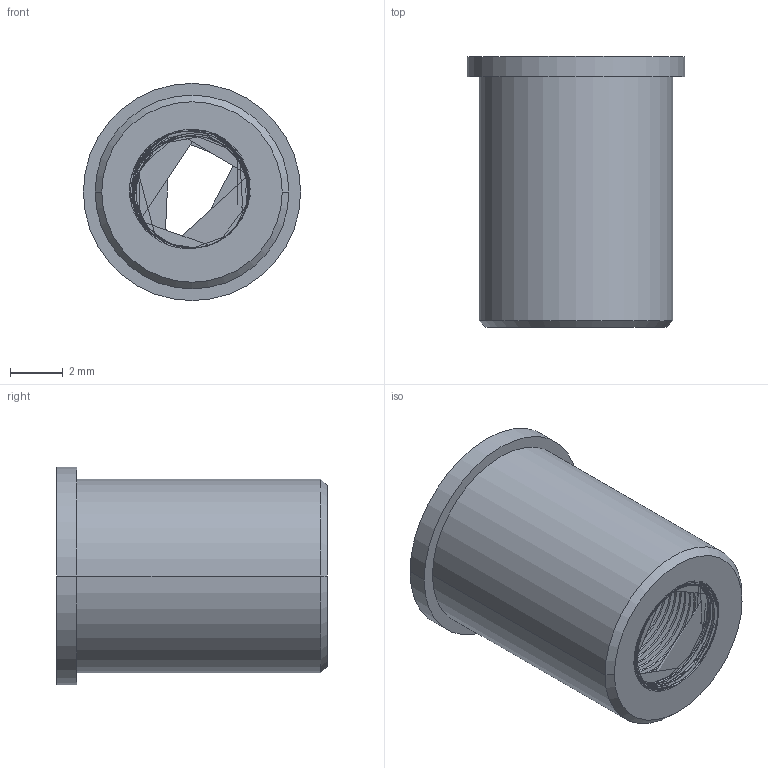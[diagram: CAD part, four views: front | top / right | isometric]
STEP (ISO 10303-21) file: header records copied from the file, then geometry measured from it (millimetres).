
FILE_DESCRIPTION (( 'STEP AP214' ), '1' );
FILE_NAME ('8552-E0W.step', '2007-11-09T08:15:50', ( ' ' ), ( ' ' ), 'SwSTEP 2.0', 'SolidWorks 2007', '' );
FILE_SCHEMA (( 'AUTOMOTIVE_DESIGN' ));
Length unit declared in the file: inch
Products named in the file (1): 8552-E0W
Bounding box: 8.26 x 10.29 x 8.26 mm (x, y, z)
Volume: 283 mm3; surface area: 674.7 mm2
Topology: 1 solids, 1 shells, 176 faces, 516 edges, 343 vertices
Faces by surface type: cylinder 169, plane 3, cone 2, bspline 2
Entity records: 10682 total; most frequent: CARTESIAN_POINT 6952, ORIENTED_EDGE 1032, DIRECTION 551, EDGE_CURVE 516, VERTEX_POINT 343, AXIS2_PLACEMENT_3D 191, EDGE_LOOP 179, ADVANCED_FACE 176
